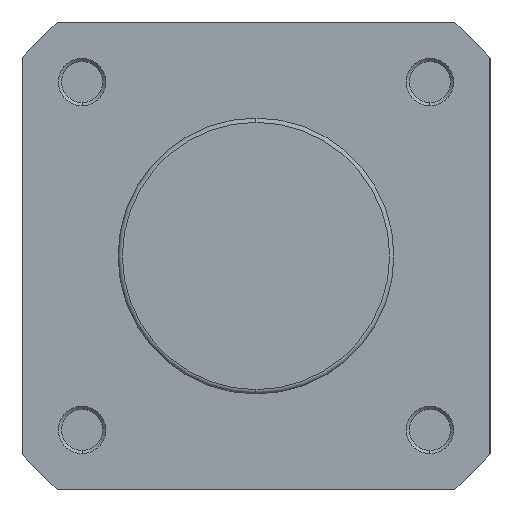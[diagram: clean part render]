
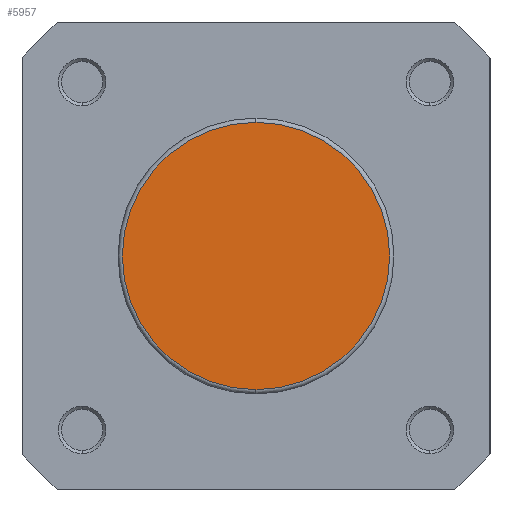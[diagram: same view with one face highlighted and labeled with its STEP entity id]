
A CAD part, left-side view. The second image highlights one B-rep face of the part: STEP entity #5957.
In plain terms, the highlighted planar face has unit normal (-1, 0, 0).
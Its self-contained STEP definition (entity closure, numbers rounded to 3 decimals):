
#206 = VERTEX_POINT ( 'NONE', #5584 ) ;
#423 = EDGE_LOOP ( 'NONE', ( #2703, #2702 ) ) ;
#928 = CARTESIAN_POINT ( 'NONE',  ( 0., 0., 21.7 ) ) ;
#2103 = EDGE_CURVE ( 'NONE', #206, #6297, #3403, .T. ) ;
#2157 = EDGE_CURVE ( 'NONE', #6297, #206, #3485, .T. ) ;
#2340 = AXIS2_PLACEMENT_3D ( 'NONE', #4291, #4308, #4252 ) ;
#2364 = AXIS2_PLACEMENT_3D ( 'NONE', #4540, #4539, #4526 ) ;
#2507 = AXIS2_PLACEMENT_3D ( 'NONE', #3958, #3943, #3942 ) ;
#2702 = ORIENTED_EDGE ( 'NONE', *, *, #2157, .T. ) ;
#2703 = ORIENTED_EDGE ( 'NONE', *, *, #2103, .T. ) ;
#3403 = CIRCLE ( 'NONE', #2340, 21.7 ) ;
#3485 = CIRCLE ( 'NONE', #2364, 21.7 ) ;
#3764 = FACE_OUTER_BOUND ( 'NONE', #423, .T. ) ;
#3942 = DIRECTION ( 'NONE',  ( 0., 0., -1. ) ) ;
#3943 = DIRECTION ( 'NONE',  ( 1., 0., 0. ) ) ;
#3958 = CARTESIAN_POINT ( 'NONE',  ( 0., 22.4, 0. ) ) ;
#3967 = PLANE ( 'NONE',  #2507 ) ;
#4252 = DIRECTION ( 'NONE',  ( 0., 0., -1. ) ) ;
#4291 = CARTESIAN_POINT ( 'NONE',  ( 0., 0., 0. ) ) ;
#4308 = DIRECTION ( 'NONE',  ( -1., 0., 0. ) ) ;
#4526 = DIRECTION ( 'NONE',  ( 0., 0., -1. ) ) ;
#4539 = DIRECTION ( 'NONE',  ( -1., 0., 0. ) ) ;
#4540 = CARTESIAN_POINT ( 'NONE',  ( 0., 0., 0. ) ) ;
#5584 = CARTESIAN_POINT ( 'NONE',  ( 0., 0., -21.7 ) ) ;
#5957 = ADVANCED_FACE ( 'NONE', ( #3764 ), #3967, .F. ) ;
#6297 = VERTEX_POINT ( 'NONE', #928 ) ;
